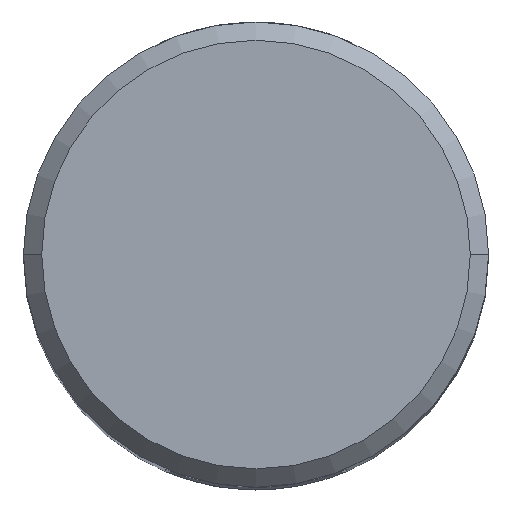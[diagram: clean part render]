
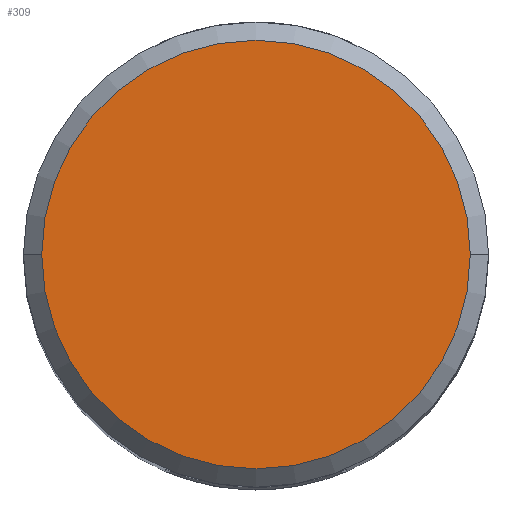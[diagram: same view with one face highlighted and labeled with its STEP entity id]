
A CAD part, top view. The second image highlights one B-rep face of the part: STEP entity #309.
In plain terms, the highlighted face is planar.
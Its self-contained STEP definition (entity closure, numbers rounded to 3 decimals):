
#116=PLANE('',#2604);
#196=FACE_OUTER_BOUND('',#615,.T.);
#309=ADVANCED_FACE('',(#196),#116,.T.);
#457=CIRCLE('',#2596,11.693);
#462=CIRCLE('',#2603,11.693);
#615=EDGE_LOOP('',(#799,#800));
#799=ORIENTED_EDGE('',*,*,#1834,.T.);
#800=ORIENTED_EDGE('',*,*,#1827,.T.);
#1549=VERTEX_POINT('',#3503);
#1550=VERTEX_POINT('',#3504);
#1827=EDGE_CURVE('',#1549,#1550,#457,.T.);
#1834=EDGE_CURVE('',#1550,#1549,#462,.T.);
#2596=AXIS2_PLACEMENT_3D('',#3502,#2841,#2842);
#2603=AXIS2_PLACEMENT_3D('',#3517,#2857,#2858);
#2604=AXIS2_PLACEMENT_3D('',#3518,#2859,#2860);
#2841=DIRECTION('',(0.,0.,1.));
#2842=DIRECTION('',(1.,0.,0.));
#2857=DIRECTION('',(0.,0.,1.));
#2858=DIRECTION('',(1.,0.,0.));
#2859=DIRECTION('',(0.,0.,1.));
#2860=DIRECTION('',(-1.,0.,0.));
#3502=CARTESIAN_POINT('',(0.,0.,0.));
#3503=CARTESIAN_POINT('',(11.693,0.,0.));
#3504=CARTESIAN_POINT('',(-11.693,0.,0.));
#3517=CARTESIAN_POINT('',(0.,0.,0.));
#3518=CARTESIAN_POINT('',(0.,2.25,0.));
